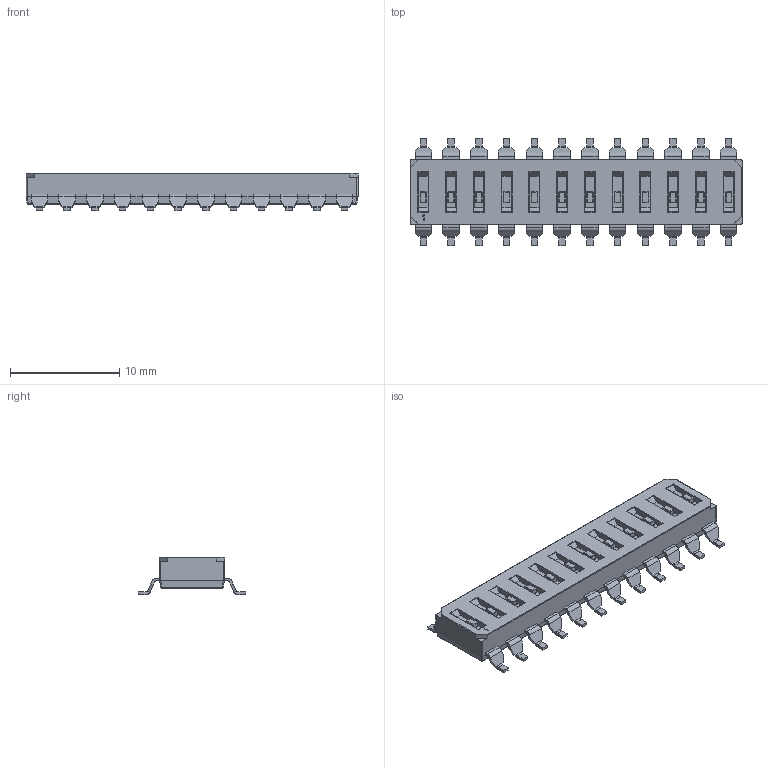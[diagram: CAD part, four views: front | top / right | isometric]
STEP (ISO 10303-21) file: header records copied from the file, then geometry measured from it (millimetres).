
FILE_DESCRIPTION(('FreeCAD Model'),'2;1');
FILE_NAME('Open CASCADE Shape Model','2021-11-18T14:01:47',(''),(''), 'Open CASCADE STEP processor 7.5','FreeCAD','Unknown');
FILE_SCHEMA(('AUTOMOTIVE_DESIGN { 1 0 10303 214 1 1 1 1 }'));
Length unit declared in the file: millimetre
Products named in the file (1): C-5-2319848-3
Bounding box: 30.38 x 9.8 x 3.4 mm (x, y, z)
Volume: 508.6 mm3; surface area: 783 mm2
Topology: 1 solids, 1 shells, 911 faces, 2397 edges, 1514 vertices
Faces by surface type: plane 531, cylinder 328, sphere 52
Entity records: 34577 total; most frequent: CARTESIAN_POINT 5847, ORIENTED_EDGE 4794, DIRECTION 4421, EDGE_CURVE 2397, LINE 1789, VECTOR 1789, VERTEX_POINT 1514, AXIS2_PLACEMENT_3D 1316
